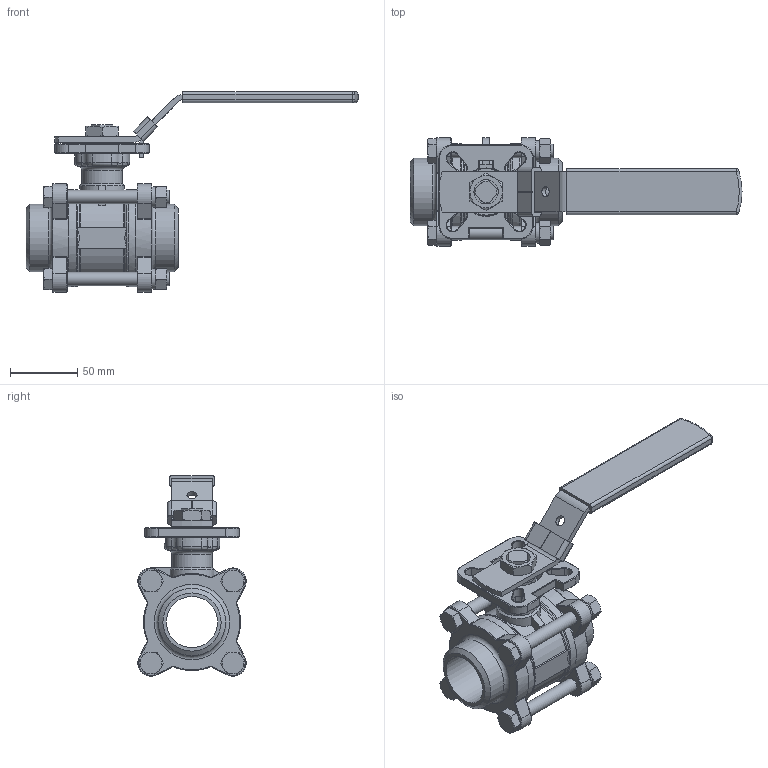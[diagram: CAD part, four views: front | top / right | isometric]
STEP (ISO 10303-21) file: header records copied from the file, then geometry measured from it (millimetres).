
FILE_DESCRIPTION(('STEP AP203'),'1');
FILE_NAME(' 1-1-2.stp','2023-01-17T05:28:43',(' '),(' '),'Spatial InterOp 3D',' ',' ');
FILE_SCHEMA(('CONFIG_CONTROL_DESIGN'));
Length unit declared in the file: millimetre
Products named in the file (28): 阀体; 钢垫; 螺母 ： 标准 - M18.0 x 8.0; 阀杆; 弹簧垫圈; 螺母 ： 标准 - M10.0 x 8.4; 螺栓 ： 六角头 - M10.0 x 87.0; 填料; 填料压环; 碟形弹簧; 止推垫圈; 手柄; 锁块; 手柄套; 阀盖
Assembly tree (27 placements, depth 2):
  (unnamed)
    阀体
    钢垫
    螺母 ： 标准 - M18.0 x 8.0
    阀杆
    螺母 ： 标准 - M18.0 x 8.0
    弹簧垫圈
    螺母 ： 标准 - M10.0 x 8.4
    弹簧垫圈
    螺母 ： 标准 - M10.0 x 8.4
    弹簧垫圈
    螺母 ： 标准 - M10.0 x 8.4
    弹簧垫圈
    螺母 ： 标准 - M10.0 x 8.4
    螺栓 ： 六角头 - M10.0 x 87.0
    螺栓 ： 六角头 - M10.0 x 87.0
    螺栓 ： 六角头 - M10.0 x 87.0
    螺栓 ： 六角头 - M10.0 x 87.0
    填料
    填料压环
    碟形弹簧
    碟形弹簧
    止推垫圈
    手柄
    锁块
    手柄套
    阀盖
    阀盖
Bounding box: 246.5 x 80.4 x 148.8 mm (x, y, z)
Volume: 309657.2 mm3; surface area: 152208.5 mm2
Topology: 29 solids, 29 shells, 749 faces, 1717 edges, 1035 vertices
Faces by surface type: plane 275, cylinder 191, cone 161, torus 102, bspline 15, sphere 5
Full cylindrical faces by diameter (mm): 7.5 x1, 10 x8, 10.2 x4, 10.5 x9, 15.2 x1, 15.4 x4, 18 x8, 18.4 x2, 18.5 x2, 19 x1, 24.7 x1, 25 x1, 25.2 x5, 25.5 x1, 26.5 x1, 30 x4, 35.5 x1, 38 x2, 50 x2, 61.5 x1, 62 x2, 66.2 x2, 72 x4
Entity records: 23318 total; most frequent: CARTESIAN_POINT 5858, DIRECTION 3490, ORIENTED_EDGE 3182, EDGE_CURVE 1591, AXIS2_PLACEMENT_3D 1465, VERTEX_POINT 1021, EDGE_LOOP 938, FACE_OUTER_BOUND 819
